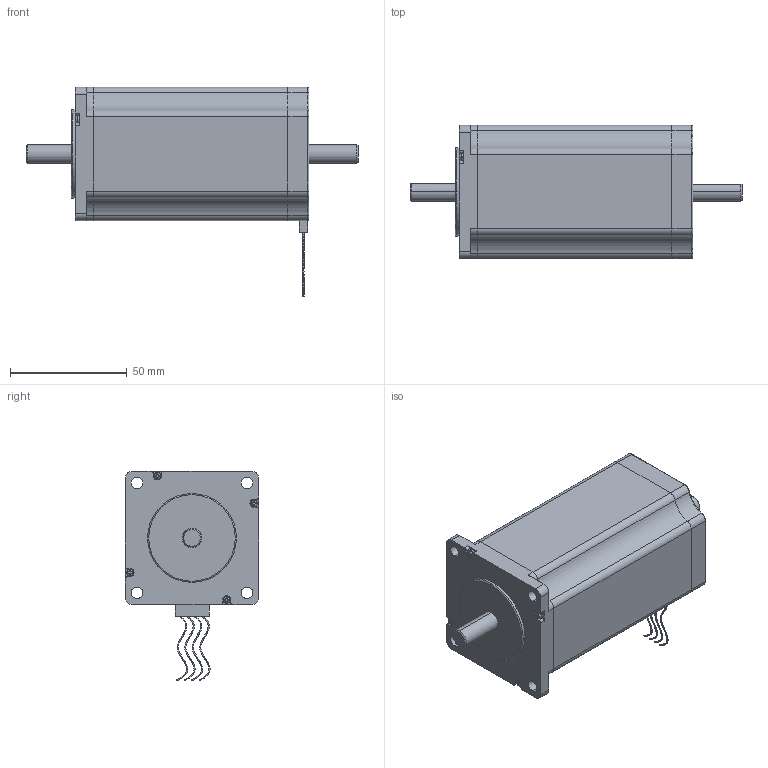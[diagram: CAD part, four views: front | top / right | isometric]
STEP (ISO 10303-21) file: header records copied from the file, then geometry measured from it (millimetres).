
FILE_DESCRIPTION (( 'STEP AP214' ), '1' );
FILE_NAME ('57HS10042B4D8.STEP', '2023-02-16T03:18:50', ( 'Windows 蚚誧' ), ( 'Organization' ), 'SwSTEP 2.0', 'SolidWorks 2021', '' );
FILE_SCHEMA (( 'AUTOMOTIVE_DESIGN' ));
Length unit declared in the file: millimetre
Products named in the file (1): 57HS10042B4D8
Bounding box: 142 x 57 x 89.55 mm (x, y, z)
Volume: 297483.1 mm3; surface area: 41175.7 mm2
Topology: 5 solids, 5 shells, 282 faces, 727 edges, 471 vertices
Faces by surface type: plane 126, cylinder 112, torus 22, cone 14, bspline 8
Entity records: 10456 total; most frequent: CARTESIAN_POINT 3005, DIRECTION 1465, ORIENTED_EDGE 1454, EDGE_CURVE 727, AXIS2_PLACEMENT_3D 571, VERTEX_POINT 471, LINE 323, VECTOR 323
